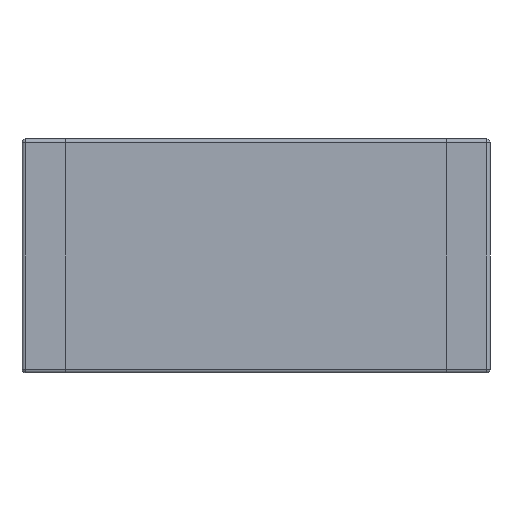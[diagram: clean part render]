
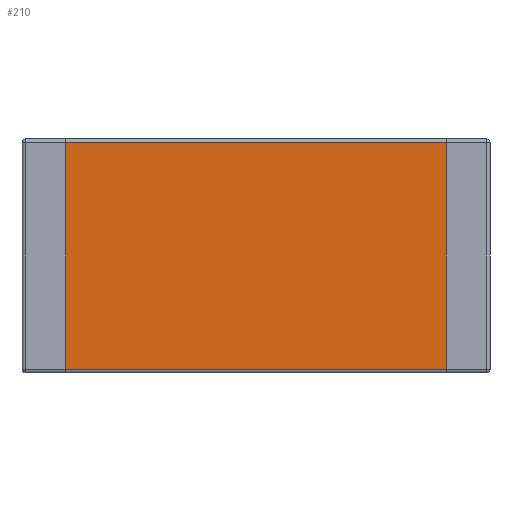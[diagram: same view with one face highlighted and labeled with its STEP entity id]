
A CAD part, front view. The second image highlights one B-rep face of the part: STEP entity #210.
In plain terms, the highlighted planar face has unit normal (0, -1, 0).
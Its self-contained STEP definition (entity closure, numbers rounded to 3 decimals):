
#65 = VERTEX_POINT ( 'NONE', #481 ) ;
#80 = VERTEX_POINT ( 'NONE', #615 ) ;
#192 = ORIENTED_EDGE ( 'NONE', *, *, #193, .T. ) ;
#193 = EDGE_CURVE ( 'NONE', #65, #80, #971, .T. ) ;
#210 = ADVANCED_FACE ( 'NONE', ( #1023 ), #1065, .T. ) ;
#211 = EDGE_LOOP ( 'NONE', ( #212, #213, #215, #192 ) ) ;
#212 = ORIENTED_EDGE ( 'NONE', *, *, #271, .F. ) ;
#213 = ORIENTED_EDGE ( 'NONE', *, *, #214, .T. ) ;
#214 = EDGE_CURVE ( 'NONE', #281, #263, #1060, .T. ) ;
#215 = ORIENTED_EDGE ( 'NONE', *, *, #268, .F. ) ;
#263 = VERTEX_POINT ( 'NONE', #1263 ) ;
#268 = EDGE_CURVE ( 'NONE', #65, #263, #1252, .T. ) ;
#271 = EDGE_CURVE ( 'NONE', #281, #80, #1240, .T. ) ;
#281 = VERTEX_POINT ( 'NONE', #1274 ) ;
#481 = CARTESIAN_POINT ( 'NONE',  ( 2.6, 0., 1.55 ) ) ;
#615 = CARTESIAN_POINT ( 'NONE',  ( -2.6, 0., 1.55 ) ) ;
#968 = DIRECTION ( 'NONE',  ( -1., 0., 0. ) ) ;
#969 = VECTOR ( 'NONE', #968, 1000. ) ;
#970 = CARTESIAN_POINT ( 'NONE',  ( -3.2, 0., 1.55 ) ) ;
#971 = LINE ( 'NONE', #970, #969 ) ;
#1023 = FACE_OUTER_BOUND ( 'NONE', #211, .T. ) ;
#1057 = DIRECTION ( 'NONE',  ( 1., 0., 0. ) ) ;
#1058 = VECTOR ( 'NONE', #1057, 1000. ) ;
#1059 = CARTESIAN_POINT ( 'NONE',  ( 3.2, 0., -1.55 ) ) ;
#1060 = LINE ( 'NONE', #1059, #1058 ) ;
#1061 = DIRECTION ( 'NONE',  ( 0., 0., -1. ) ) ;
#1062 = DIRECTION ( 'NONE',  ( 0., -1., 0. ) ) ;
#1063 = CARTESIAN_POINT ( 'NONE',  ( 3.2, 0., -1.6 ) ) ;
#1064 = AXIS2_PLACEMENT_3D ( 'NONE', #1063, #1062, #1061 ) ;
#1065 = PLANE ( 'NONE',  #1064 ) ;
#1236 = DIRECTION ( 'NONE',  ( 0., 0., 1. ) ) ;
#1237 = VECTOR ( 'NONE', #1236, 1000. ) ;
#1238 = CARTESIAN_POINT ( 'NONE',  ( -2.6, 0., -1.6 ) ) ;
#1240 = LINE ( 'NONE', #1238, #1237 ) ;
#1249 = DIRECTION ( 'NONE',  ( 0., 0., -1. ) ) ;
#1250 = VECTOR ( 'NONE', #1249, 1000. ) ;
#1251 = CARTESIAN_POINT ( 'NONE',  ( 2.6, 0., -1.6 ) ) ;
#1252 = LINE ( 'NONE', #1251, #1250 ) ;
#1263 = CARTESIAN_POINT ( 'NONE',  ( 2.6, 0., -1.55 ) ) ;
#1274 = CARTESIAN_POINT ( 'NONE',  ( -2.6, 0., -1.55 ) ) ;
